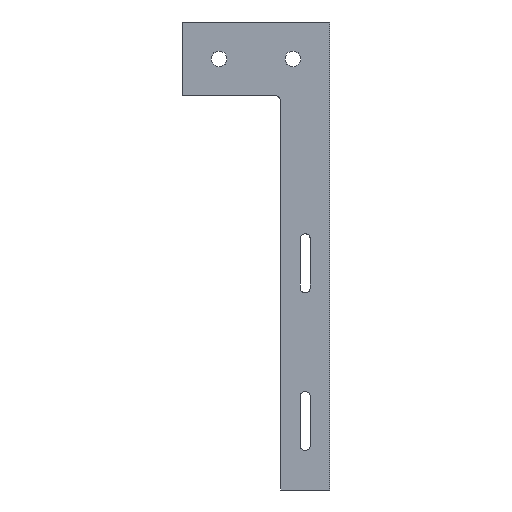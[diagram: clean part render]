
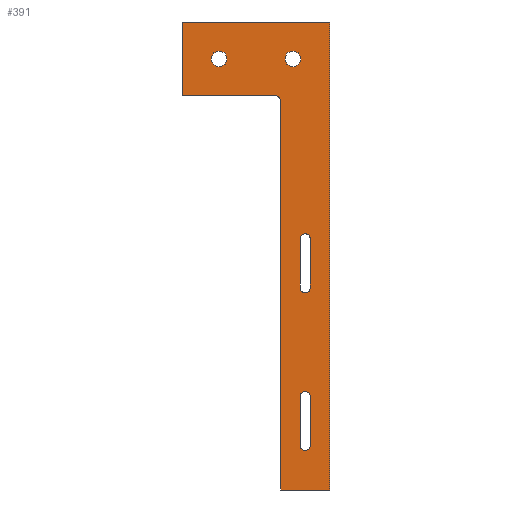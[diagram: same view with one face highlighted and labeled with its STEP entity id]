
A CAD part, front view. The second image highlights one B-rep face of the part: STEP entity #391.
In plain terms, the highlighted planar face has unit normal (0, -1, 0).
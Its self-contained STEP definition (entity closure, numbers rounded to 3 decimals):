
#19=FACE_BOUND('',#77,.T.);
#20=FACE_BOUND('',#78,.T.);
#21=FACE_BOUND('',#79,.T.);
#22=FACE_BOUND('',#80,.T.);
#34=PLANE('',#446);
#53=FACE_OUTER_BOUND('',#76,.T.);
#76=EDGE_LOOP('',(#349,#350,#351,#352,#353,#354,#355));
#77=EDGE_LOOP('',(#356,#357,#358,#359));
#78=EDGE_LOOP('',(#360,#361,#362,#363));
#79=EDGE_LOOP('',(#364));
#80=EDGE_LOOP('',(#365));
#83=LINE('',#568,#120);
#88=LINE('',#583,#125);
#92=LINE('',#594,#129);
#96=LINE('',#607,#133);
#100=LINE('',#618,#137);
#104=LINE('',#639,#141);
#108=LINE('',#647,#145);
#111=LINE('',#652,#148);
#115=LINE('',#659,#152);
#116=LINE('',#661,#153);
#120=VECTOR('',#459,10.);
#125=VECTOR('',#472,10.);
#129=VECTOR('',#484,10.);
#133=VECTOR('',#496,10.);
#137=VECTOR('',#508,10.);
#141=VECTOR('',#530,10.);
#145=VECTOR('',#536,10.);
#148=VECTOR('',#541,10.);
#152=VECTOR('',#547,10.);
#153=VECTOR('',#550,10.);
#155=CIRCLE('',#413,2.);
#157=CIRCLE('',#417,2.);
#159=CIRCLE('',#421,2.);
#161=CIRCLE('',#425,2.);
#163=CIRCLE('',#429,2.);
#167=CIRCLE('',#435,3.2);
#170=CIRCLE('',#439,3.2);
#171=VERTEX_POINT('',#558);
#172=VERTEX_POINT('',#559);
#175=VERTEX_POINT('',#567);
#177=VERTEX_POINT('',#573);
#178=VERTEX_POINT('',#574);
#181=VERTEX_POINT('',#582);
#183=VERTEX_POINT('',#588);
#185=VERTEX_POINT('',#597);
#186=VERTEX_POINT('',#598);
#189=VERTEX_POINT('',#606);
#191=VERTEX_POINT('',#612);
#195=VERTEX_POINT('',#625);
#198=VERTEX_POINT('',#633);
#199=VERTEX_POINT('',#637);
#200=VERTEX_POINT('',#638);
#203=VERTEX_POINT('',#646);
#206=VERTEX_POINT('',#657);
#207=EDGE_CURVE('',#171,#172,#155,.T.);
#211=EDGE_CURVE('',#172,#175,#83,.T.);
#214=EDGE_CURVE('',#177,#178,#157,.T.);
#218=EDGE_CURVE('',#178,#181,#88,.T.);
#221=EDGE_CURVE('',#181,#183,#159,.T.);
#224=EDGE_CURVE('',#183,#177,#92,.T.);
#226=EDGE_CURVE('',#185,#186,#161,.T.);
#230=EDGE_CURVE('',#186,#189,#96,.T.);
#233=EDGE_CURVE('',#189,#191,#163,.T.);
#236=EDGE_CURVE('',#191,#185,#100,.T.);
#241=EDGE_CURVE('',#195,#195,#167,.T.);
#245=EDGE_CURVE('',#198,#198,#170,.T.);
#246=EDGE_CURVE('',#199,#200,#104,.T.);
#250=EDGE_CURVE('',#203,#199,#108,.T.);
#253=EDGE_CURVE('',#175,#203,#111,.T.);
#257=EDGE_CURVE('',#206,#171,#115,.T.);
#258=EDGE_CURVE('',#200,#206,#116,.T.);
#349=ORIENTED_EDGE('',*,*,#258,.F.);
#350=ORIENTED_EDGE('',*,*,#246,.F.);
#351=ORIENTED_EDGE('',*,*,#250,.F.);
#352=ORIENTED_EDGE('',*,*,#253,.F.);
#353=ORIENTED_EDGE('',*,*,#211,.F.);
#354=ORIENTED_EDGE('',*,*,#207,.F.);
#355=ORIENTED_EDGE('',*,*,#257,.F.);
#356=ORIENTED_EDGE('',*,*,#221,.T.);
#357=ORIENTED_EDGE('',*,*,#224,.T.);
#358=ORIENTED_EDGE('',*,*,#214,.T.);
#359=ORIENTED_EDGE('',*,*,#218,.T.);
#360=ORIENTED_EDGE('',*,*,#233,.T.);
#361=ORIENTED_EDGE('',*,*,#236,.T.);
#362=ORIENTED_EDGE('',*,*,#226,.T.);
#363=ORIENTED_EDGE('',*,*,#230,.T.);
#364=ORIENTED_EDGE('',*,*,#241,.T.);
#365=ORIENTED_EDGE('',*,*,#245,.T.);
#391=ADVANCED_FACE('',(#53,#19,#20,#21,#22),#34,.F.);
#413=AXIS2_PLACEMENT_3D('',#560,#451,#452);
#417=AXIS2_PLACEMENT_3D('',#575,#464,#465);
#421=AXIS2_PLACEMENT_3D('',#589,#477,#478);
#425=AXIS2_PLACEMENT_3D('',#599,#488,#489);
#429=AXIS2_PLACEMENT_3D('',#613,#501,#502);
#435=AXIS2_PLACEMENT_3D('',#627,#517,#518);
#439=AXIS2_PLACEMENT_3D('',#635,#526,#527);
#446=AXIS2_PLACEMENT_3D('',#664,#554,#555);
#451=DIRECTION('center_axis',(0.,-1.,0.));
#452=DIRECTION('ref_axis',(0.707,0.,0.707));
#459=DIRECTION('',(-1.,0.,0.));
#464=DIRECTION('center_axis',(0.,1.,0.));
#465=DIRECTION('ref_axis',(1.,0.,0.));
#472=DIRECTION('',(0.,0.,1.));
#477=DIRECTION('center_axis',(0.,1.,0.));
#478=DIRECTION('ref_axis',(-1.,0.,0.));
#484=DIRECTION('',(0.,0.,-1.));
#488=DIRECTION('center_axis',(0.,1.,0.));
#489=DIRECTION('ref_axis',(-1.,0.,0.));
#496=DIRECTION('',(0.,0.,-1.));
#501=DIRECTION('center_axis',(0.,1.,0.));
#502=DIRECTION('ref_axis',(1.,0.,0.));
#508=DIRECTION('',(0.,0.,1.));
#517=DIRECTION('center_axis',(0.,1.,0.));
#518=DIRECTION('ref_axis',(1.,0.,0.));
#526=DIRECTION('center_axis',(0.,1.,0.));
#527=DIRECTION('ref_axis',(1.,0.,0.));
#530=DIRECTION('',(0.,0.,-1.));
#536=DIRECTION('',(1.,0.,0.));
#541=DIRECTION('',(0.,0.,1.));
#547=DIRECTION('',(0.,0.,1.));
#550=DIRECTION('',(-1.,0.,0.));
#554=DIRECTION('center_axis',(0.,1.,0.));
#555=DIRECTION('ref_axis',(0.,0.,1.));
#558=CARTESIAN_POINT('',(-20.,0.,-32.));
#559=CARTESIAN_POINT('',(-22.,0.,-30.));
#560=CARTESIAN_POINT('Origin',(-22.,0.,-32.));
#567=CARTESIAN_POINT('',(-60.,0.,-30.));
#568=CARTESIAN_POINT('',(-20.,0.,-30.));
#573=CARTESIAN_POINT('',(-8.,0.,-172.));
#574=CARTESIAN_POINT('',(-12.,0.,-172.));
#575=CARTESIAN_POINT('Origin',(-10.,0.,-172.));
#582=CARTESIAN_POINT('',(-12.,0.,-152.));
#583=CARTESIAN_POINT('',(-12.,0.,-123.5));
#588=CARTESIAN_POINT('',(-8.,0.,-152.));
#589=CARTESIAN_POINT('Origin',(-10.,0.,-152.));
#594=CARTESIAN_POINT('',(-8.,0.,-133.5));
#597=CARTESIAN_POINT('',(-12.,0.,-88.));
#598=CARTESIAN_POINT('',(-8.,0.,-88.));
#599=CARTESIAN_POINT('Origin',(-10.,0.,-88.));
#606=CARTESIAN_POINT('',(-8.,0.,-108.));
#607=CARTESIAN_POINT('',(-8.,0.,-101.5));
#612=CARTESIAN_POINT('',(-12.,0.,-108.));
#613=CARTESIAN_POINT('Origin',(-10.,0.,-108.));
#618=CARTESIAN_POINT('',(-12.,0.,-91.5));
#625=CARTESIAN_POINT('',(-48.2,0.,-15.));
#627=CARTESIAN_POINT('Origin',(-45.,0.,-15.));
#633=CARTESIAN_POINT('',(-18.2,0.,-15.));
#635=CARTESIAN_POINT('Origin',(-15.,0.,-15.));
#637=CARTESIAN_POINT('',(0.,0.,0.));
#638=CARTESIAN_POINT('',(0.,0.,-190.));
#639=CARTESIAN_POINT('',(0.,0.,0.));
#646=CARTESIAN_POINT('',(-60.,0.,0.));
#647=CARTESIAN_POINT('',(-60.,0.,0.));
#652=CARTESIAN_POINT('',(-60.,0.,-30.));
#657=CARTESIAN_POINT('',(-20.,0.,-190.));
#659=CARTESIAN_POINT('',(-20.,0.,-190.));
#661=CARTESIAN_POINT('',(0.,0.,-190.));
#664=CARTESIAN_POINT('Origin',(-30.,0.,-95.));
